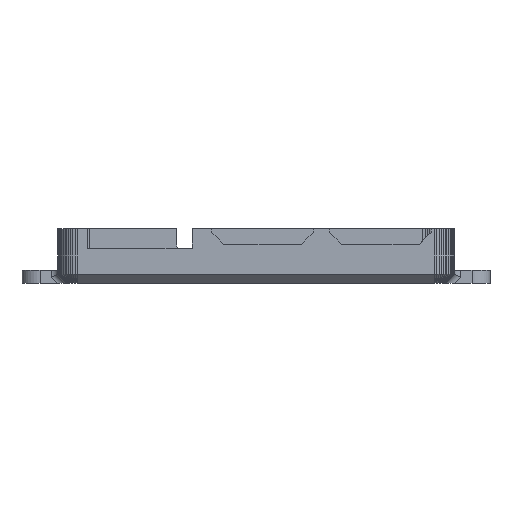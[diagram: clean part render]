
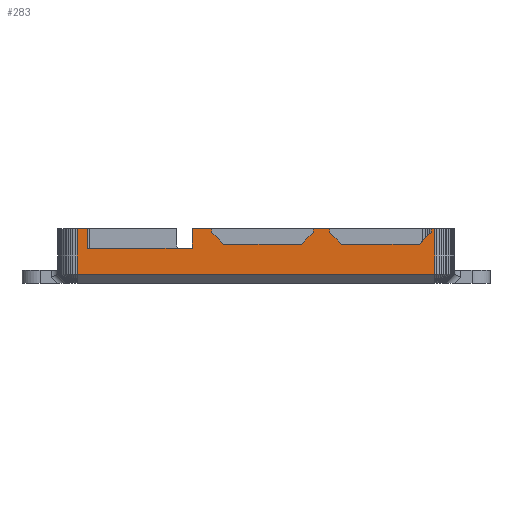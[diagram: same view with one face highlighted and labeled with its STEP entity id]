
A CAD part, front view. The second image highlights one B-rep face of the part: STEP entity #283.
In plain terms, the highlighted planar face has unit normal (0, -1, 0).
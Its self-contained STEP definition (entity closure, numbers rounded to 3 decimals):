
#283=ADVANCED_FACE('',(#2683),#2685,.T.);
#2683=FACE_BOUND('',#2684,.T.);
#2684=EDGE_LOOP('',(#9713,#9714,#9715,#9716,#9717,#9718,#9719,#9720,#9721,#9722,
#9723,#9724,#9725,#9726,#9727,#9728,#9729,#9730,#9731,#9732));
#2685=PLANE('',#2686);
#2686=AXIS2_PLACEMENT_3D('',#2687,#2688,#2689);
#2687=CARTESIAN_POINT('',(27.3,-44.8,-0.6));
#2688=DIRECTION('',(0.,-1.,0.));
#2689=DIRECTION('',(-0.994,0.,0.107));
#9713=ORIENTED_EDGE('',*,*,#13468,.F.);
#9714=ORIENTED_EDGE('',*,*,#14192,.T.);
#9715=ORIENTED_EDGE('',*,*,#13834,.F.);
#9716=ORIENTED_EDGE('',*,*,#14193,.F.);
#9717=ORIENTED_EDGE('',*,*,#14194,.F.);
#9718=ORIENTED_EDGE('',*,*,#14195,.F.);
#9719=ORIENTED_EDGE('',*,*,#14196,.F.);
#9720=ORIENTED_EDGE('',*,*,#14197,.T.);
#9721=ORIENTED_EDGE('',*,*,#14198,.T.);
#9722=ORIENTED_EDGE('',*,*,#14199,.F.);
#9723=ORIENTED_EDGE('',*,*,#14200,.F.);
#9724=ORIENTED_EDGE('',*,*,#14201,.F.);
#9725=ORIENTED_EDGE('',*,*,#14202,.F.);
#9726=ORIENTED_EDGE('',*,*,#14203,.T.);
#9727=ORIENTED_EDGE('',*,*,#14204,.T.);
#9728=ORIENTED_EDGE('',*,*,#14205,.T.);
#9729=ORIENTED_EDGE('',*,*,#14206,.T.);
#9730=ORIENTED_EDGE('',*,*,#14207,.T.);
#9731=ORIENTED_EDGE('',*,*,#13614,.F.);
#9732=ORIENTED_EDGE('',*,*,#14208,.F.);
#13468=EDGE_CURVE('',#16192,#16194,#16195,.T.);
#13614=EDGE_CURVE('',#16422,#16424,#16425,.T.);
#13834=EDGE_CURVE('',#16789,#16791,#16792,.T.);
#14192=EDGE_CURVE('',#16192,#16793,#17472,.T.);
#14193=EDGE_CURVE('',#17473,#16789,#17474,.T.);
#14194=EDGE_CURVE('',#17475,#17476,#17477,.T.);
#14195=EDGE_CURVE('',#17478,#17475,#17479,.T.);
#14196=EDGE_CURVE('',#17480,#17478,#17481,.T.);
#14197=EDGE_CURVE('',#17482,#17483,#17484,.T.);
#14198=EDGE_CURVE('',#17483,#17485,#17486,.T.);
#14199=EDGE_CURVE('',#17487,#17485,#17488,.T.);
#14200=EDGE_CURVE('',#17489,#17490,#17491,.T.);
#14201=EDGE_CURVE('',#17492,#17489,#17493,.T.);
#14202=EDGE_CURVE('',#17494,#17492,#17495,.T.);
#14203=EDGE_CURVE('',#17494,#17496,#17497,.T.);
#14204=EDGE_CURVE('',#17496,#17498,#17499,.T.);
#14205=EDGE_CURVE('',#17500,#17501,#17502,.T.);
#14206=EDGE_CURVE('',#17501,#17503,#17504,.T.);
#14207=EDGE_CURVE('',#17503,#16424,#17505,.T.);
#14208=EDGE_CURVE('',#16194,#16422,#17506,.T.);
#16192=VERTEX_POINT('',#20817);
#16194=VERTEX_POINT('',#20821);
#16195=LINE('',#20822,#20823);
#16422=VERTEX_POINT('',#21339);
#16424=VERTEX_POINT('',#21343);
#16425=LINE('',#21344,#21345);
#16789=VERTEX_POINT('',#22146);
#16791=VERTEX_POINT('',#22150);
#16792=LINE('',#22151,#22152);
#16793=VERTEX_POINT('',#22154);
#17472=LINE('',#23547,#23548);
#17473=VERTEX_POINT('',#23550);
#17474=LINE('',#23551,#23552);
#17475=VERTEX_POINT('',#23554);
#17476=VERTEX_POINT('',#23555);
#17477=LINE('',#23556,#23557);
#17478=VERTEX_POINT('',#23559);
#17479=LINE('',#23560,#23561);
#17480=VERTEX_POINT('',#23563);
#17481=LINE('',#23564,#23565);
#17482=VERTEX_POINT('',#23567);
#17483=VERTEX_POINT('',#23568);
#17484=LINE('',#23569,#23570);
#17485=VERTEX_POINT('',#23572);
#17486=LINE('',#23573,#23574);
#17487=VERTEX_POINT('',#23576);
#17488=LINE('',#23577,#23578);
#17489=VERTEX_POINT('',#23580);
#17490=VERTEX_POINT('',#23581);
#17491=LINE('',#23582,#23583);
#17492=VERTEX_POINT('',#23585);
#17493=LINE('',#23586,#23587);
#17494=VERTEX_POINT('',#23589);
#17495=LINE('',#23590,#23591);
#17496=VERTEX_POINT('',#23593);
#17497=LINE('',#23594,#23595);
#17498=VERTEX_POINT('',#23597);
#17499=LINE('',#23598,#23599);
#17500=VERTEX_POINT('',#23601);
#17501=VERTEX_POINT('',#23602);
#17502=LINE('',#23603,#23604);
#17503=VERTEX_POINT('',#23606);
#17504=LINE('',#23607,#23608);
#17505=LINE('',#23610,#23611);
#17506=LINE('',#23613,#23614);
#20817=CARTESIAN_POINT('',(27.3,-44.8,-0.6));
#20821=CARTESIAN_POINT('',(-27.3,-44.8,-0.6));
#20822=CARTESIAN_POINT('',(27.3,-44.8,-0.6));
#20823=VECTOR('',#20824,1.);
#20824=DIRECTION('',(-1.,0.,0.));
#21339=CARTESIAN_POINT('',(-27.3,-44.8,6.4));
#21343=CARTESIAN_POINT('',(-25.75,-44.8,6.4));
#21344=CARTESIAN_POINT('',(-27.3,-44.8,6.4));
#21345=VECTOR('',#21346,1.);
#21346=DIRECTION('',(1.,0.,0.));
#22146=CARTESIAN_POINT('',(26.75,-44.8,6.4));
#22150=CARTESIAN_POINT('',(27.3,-44.8,6.4));
#22151=CARTESIAN_POINT('',(26.75,-44.8,6.4));
#22152=VECTOR('',#22153,1.);
#22153=DIRECTION('',(1.,0.,0.));
#22154=CARTESIAN_POINT('',(27.3,-44.8,6.4));
#23547=CARTESIAN_POINT('',(27.3,-44.8,-0.6));
#23548=VECTOR('',#23549,1.);
#23549=DIRECTION('',(0.,0.,1.));
#23550=CARTESIAN_POINT('',(26.75,-44.8,5.8));
#23551=CARTESIAN_POINT('',(26.75,-44.8,5.8));
#23552=VECTOR('',#23553,1.);
#23553=DIRECTION('',(0.,0.,1.));
#23554=CARTESIAN_POINT('',(24.95,-44.8,4.));
#23555=CARTESIAN_POINT('',(26.75,-44.8,5.8));
#23556=CARTESIAN_POINT('',(24.95,-44.8,4.));
#23557=VECTOR('',#23558,1.);
#23558=DIRECTION('',(0.707,0.,0.707));
#23559=CARTESIAN_POINT('',(13.05,-44.8,4.));
#23560=CARTESIAN_POINT('',(13.05,-44.8,4.));
#23561=VECTOR('',#23562,1.);
#23562=DIRECTION('',(1.,0.,0.));
#23563=CARTESIAN_POINT('',(11.25,-44.8,5.8));
#23564=CARTESIAN_POINT('',(11.25,-44.8,5.8));
#23565=VECTOR('',#23566,1.);
#23566=DIRECTION('',(0.707,0.,-0.707));
#23567=CARTESIAN_POINT('',(11.25,-44.8,5.8));
#23568=CARTESIAN_POINT('',(11.25,-44.8,6.4));
#23569=CARTESIAN_POINT('',(11.25,-44.8,5.8));
#23570=VECTOR('',#23571,1.);
#23571=DIRECTION('',(0.,0.,1.));
#23572=CARTESIAN_POINT('',(8.75,-44.8,6.4));
#23573=CARTESIAN_POINT('',(11.25,-44.8,6.4));
#23574=VECTOR('',#23575,1.);
#23575=DIRECTION('',(-1.,0.,0.));
#23576=CARTESIAN_POINT('',(8.75,-44.8,5.8));
#23577=CARTESIAN_POINT('',(8.75,-44.8,5.8));
#23578=VECTOR('',#23579,1.);
#23579=DIRECTION('',(0.,0.,1.));
#23580=CARTESIAN_POINT('',(6.95,-44.8,4.));
#23581=CARTESIAN_POINT('',(8.75,-44.8,5.8));
#23582=CARTESIAN_POINT('',(6.95,-44.8,4.));
#23583=VECTOR('',#23584,1.);
#23584=DIRECTION('',(0.707,0.,0.707));
#23585=CARTESIAN_POINT('',(-4.95,-44.8,4.));
#23586=CARTESIAN_POINT('',(-4.95,-44.8,4.));
#23587=VECTOR('',#23588,1.);
#23588=DIRECTION('',(1.,0.,0.));
#23589=CARTESIAN_POINT('',(-6.75,-44.8,5.8));
#23590=CARTESIAN_POINT('',(-6.75,-44.8,5.8));
#23591=VECTOR('',#23592,1.);
#23592=DIRECTION('',(0.707,0.,-0.707));
#23593=CARTESIAN_POINT('',(-6.75,-44.8,6.4));
#23594=CARTESIAN_POINT('',(-6.75,-44.8,5.8));
#23595=VECTOR('',#23596,1.);
#23596=DIRECTION('',(0.,0.,1.));
#23597=CARTESIAN_POINT('',(-9.75,-44.8,6.4));
#23598=CARTESIAN_POINT('',(-6.75,-44.8,6.4));
#23599=VECTOR('',#23600,1.);
#23600=DIRECTION('',(-1.,0.,0.));
#23601=CARTESIAN_POINT('',(-9.75,-44.8,6.4));
#23602=CARTESIAN_POINT('',(-9.75,-44.8,3.4));
#23603=CARTESIAN_POINT('',(-9.75,-44.8,6.4));
#23604=VECTOR('',#23605,1.);
#23605=DIRECTION('',(0.,0.,-1.));
#23606=CARTESIAN_POINT('',(-25.75,-44.8,3.4));
#23607=CARTESIAN_POINT('',(-9.75,-44.8,3.4));
#23608=VECTOR('',#23609,1.);
#23609=DIRECTION('',(-1.,0.,0.));
#23610=CARTESIAN_POINT('',(-25.75,-44.8,3.4));
#23611=VECTOR('',#23612,1.);
#23612=DIRECTION('',(0.,0.,1.));
#23613=CARTESIAN_POINT('',(-27.3,-44.8,-0.6));
#23614=VECTOR('',#23615,1.);
#23615=DIRECTION('',(0.,0.,1.));
